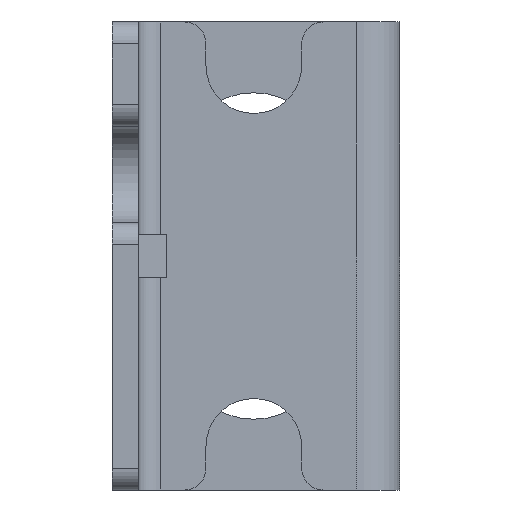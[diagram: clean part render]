
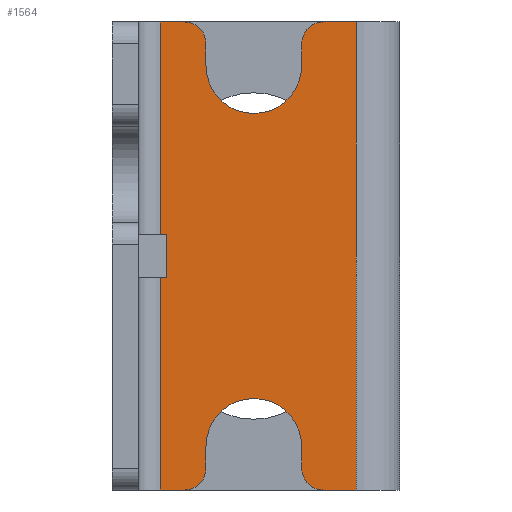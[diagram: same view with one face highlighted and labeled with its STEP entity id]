
A CAD part, front view. The second image highlights one B-rep face of the part: STEP entity #1564.
In plain terms, the highlighted planar face has unit normal (0, -1, 0).
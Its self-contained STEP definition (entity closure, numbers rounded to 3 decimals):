
#29=DIRECTION('',(1.,0.,0.));
#30=VECTOR('',#29,1.5);
#31=CARTESIAN_POINT('',(-3.5,0.,-10.75));
#32=LINE('',#31,#30);
#63=DIRECTION('',(1.,0.,0.));
#64=VECTOR('',#63,1.1);
#65=CARTESIAN_POINT('',(-11.,0.,-10.75));
#66=LINE('',#65,#64);
#177=DIRECTION('',(0.,0.,1.));
#178=VECTOR('',#177,9.75);
#179=CARTESIAN_POINT('',(-11.,0.,1.));
#180=LINE('',#179,#178);
#181=CARTESIAN_POINT('',(-9.9,0.,9.75));
#182=DIRECTION('',(0.,-1.,0.));
#183=DIRECTION('',(1.,0.,0.));
#184=AXIS2_PLACEMENT_3D('',#181,#182,#183);
#186=DIRECTION('',(0.,0.,-1.));
#187=VECTOR('',#186,1.);
#188=CARTESIAN_POINT('',(-8.9,0.,9.75));
#189=LINE('',#188,#187);
#190=CARTESIAN_POINT('',(-6.7,0.,8.75));
#191=DIRECTION('',(0.,1.,0.));
#192=DIRECTION('',(1.,0.,0.));
#193=AXIS2_PLACEMENT_3D('',#190,#191,#192);
#195=DIRECTION('',(0.,0.,-1.));
#196=VECTOR('',#195,1.);
#197=CARTESIAN_POINT('',(-4.5,0.,9.75));
#198=LINE('',#197,#196);
#199=CARTESIAN_POINT('',(-3.5,0.,9.75));
#200=DIRECTION('',(0.,-1.,0.));
#201=DIRECTION('',(0.,0.,1.));
#202=AXIS2_PLACEMENT_3D('',#199,#200,#201);
#204=DIRECTION('',(0.,0.,-1.));
#205=VECTOR('',#204,21.5);
#206=CARTESIAN_POINT('',(-2.,0.,10.75));
#207=LINE('',#206,#205);
#208=CARTESIAN_POINT('',(-3.5,0.,-9.75));
#209=DIRECTION('',(0.,-1.,0.));
#210=DIRECTION('',(-1.,0.,0.));
#211=AXIS2_PLACEMENT_3D('',#208,#209,#210);
#213=DIRECTION('',(0.,0.,1.));
#214=VECTOR('',#213,1.);
#215=CARTESIAN_POINT('',(-4.5,0.,-9.75));
#216=LINE('',#215,#214);
#217=CARTESIAN_POINT('',(-6.7,0.,-8.75));
#218=DIRECTION('',(0.,-1.,0.));
#219=DIRECTION('',(1.,0.,0.));
#220=AXIS2_PLACEMENT_3D('',#217,#218,#219);
#222=DIRECTION('',(0.,0.,1.));
#223=VECTOR('',#222,1.);
#224=CARTESIAN_POINT('',(-8.9,0.,-9.75));
#225=LINE('',#224,#223);
#226=CARTESIAN_POINT('',(-9.9,0.,-9.75));
#227=DIRECTION('',(0.,-1.,0.));
#228=DIRECTION('',(0.,0.,-1.));
#229=AXIS2_PLACEMENT_3D('',#226,#227,#228);
#231=DIRECTION('',(0.,0.,1.));
#232=VECTOR('',#231,9.75);
#233=CARTESIAN_POINT('',(-11.,0.,-10.75));
#234=LINE('',#233,#232);
#235=DIRECTION('',(1.,0.,0.));
#236=VECTOR('',#235,0.3);
#237=CARTESIAN_POINT('',(-11.,0.,-1.));
#238=LINE('',#237,#236);
#239=DIRECTION('',(0.,0.,1.));
#240=VECTOR('',#239,2.);
#241=CARTESIAN_POINT('',(-10.7,0.,-1.));
#242=LINE('',#241,#240);
#243=DIRECTION('',(1.,0.,0.));
#244=VECTOR('',#243,0.3);
#245=CARTESIAN_POINT('',(-11.,0.,1.));
#246=LINE('',#245,#244);
#281=DIRECTION('',(1.,0.,0.));
#282=VECTOR('',#281,1.5);
#283=CARTESIAN_POINT('',(-3.5,0.,10.75));
#284=LINE('',#283,#282);
#289=DIRECTION('',(1.,0.,0.));
#290=VECTOR('',#289,1.1);
#291=CARTESIAN_POINT('',(-11.,0.,10.75));
#292=LINE('',#291,#290);
#1073=CARTESIAN_POINT('',(-4.5,0.,-8.75));
#1074=CARTESIAN_POINT('',(-8.9,0.,-8.75));
#1075=VERTEX_POINT('',#1073);
#1076=VERTEX_POINT('',#1074);
#1081=CARTESIAN_POINT('',(-4.5,0.,8.75));
#1082=CARTESIAN_POINT('',(-8.9,0.,8.75));
#1083=VERTEX_POINT('',#1081);
#1084=VERTEX_POINT('',#1082);
#1093=CARTESIAN_POINT('',(-4.5,0.,-9.75));
#1094=VERTEX_POINT('',#1093);
#1095=CARTESIAN_POINT('',(-3.5,0.,-10.75));
#1096=VERTEX_POINT('',#1095);
#1097=CARTESIAN_POINT('',(-9.9,0.,-10.75));
#1098=CARTESIAN_POINT('',(-8.9,0.,-9.75));
#1099=VERTEX_POINT('',#1097);
#1100=VERTEX_POINT('',#1098);
#1121=CARTESIAN_POINT('',(-3.5,0.,10.75));
#1122=CARTESIAN_POINT('',(-4.5,0.,9.75));
#1123=VERTEX_POINT('',#1121);
#1124=VERTEX_POINT('',#1122);
#1133=CARTESIAN_POINT('',(-8.9,0.,9.75));
#1134=VERTEX_POINT('',#1133);
#1135=CARTESIAN_POINT('',(-9.9,0.,10.75));
#1136=VERTEX_POINT('',#1135);
#1261=CARTESIAN_POINT('',(-10.7,0.,-1.));
#1262=CARTESIAN_POINT('',(-10.7,0.,1.));
#1263=VERTEX_POINT('',#1261);
#1264=VERTEX_POINT('',#1262);
#1309=CARTESIAN_POINT('',(-2.,0.,-10.75));
#1310=VERTEX_POINT('',#1309);
#1311=CARTESIAN_POINT('',(-2.,0.,10.75));
#1312=VERTEX_POINT('',#1311);
#1353=CARTESIAN_POINT('',(-11.,0.,1.));
#1354=CARTESIAN_POINT('',(-11.,0.,10.75));
#1355=VERTEX_POINT('',#1353);
#1356=VERTEX_POINT('',#1354);
#1362=CARTESIAN_POINT('',(-11.,0.,-1.));
#1364=VERTEX_POINT('',#1362);
#1365=CARTESIAN_POINT('',(-11.,0.,-10.75));
#1366=VERTEX_POINT('',#1365);
#1520=CARTESIAN_POINT('',(-12.,0.,-10.75));
#1521=DIRECTION('',(0.,-1.,0.));
#1522=DIRECTION('',(1.,0.,0.));
#1523=AXIS2_PLACEMENT_3D('',#1520,#1521,#1522);
#1524=PLANE('',#1523);
#1525=ORIENTED_EDGE('',*,*,#1510,.T.);
#1527=ORIENTED_EDGE('',*,*,#1526,.T.);
#1529=ORIENTED_EDGE('',*,*,#1528,.F.);
#1531=ORIENTED_EDGE('',*,*,#1530,.T.);
#1533=ORIENTED_EDGE('',*,*,#1532,.F.);
#1535=ORIENTED_EDGE('',*,*,#1534,.F.);
#1537=ORIENTED_EDGE('',*,*,#1536,.F.);
#1539=ORIENTED_EDGE('',*,*,#1538,.T.);
#1541=ORIENTED_EDGE('',*,*,#1540,.T.);
#1542=ORIENTED_EDGE('',*,*,#1398,.F.);
#1544=ORIENTED_EDGE('',*,*,#1543,.F.);
#1546=ORIENTED_EDGE('',*,*,#1545,.T.);
#1548=ORIENTED_EDGE('',*,*,#1547,.T.);
#1550=ORIENTED_EDGE('',*,*,#1549,.F.);
#1552=ORIENTED_EDGE('',*,*,#1551,.F.);
#1553=ORIENTED_EDGE('',*,*,#1426,.F.);
#1555=ORIENTED_EDGE('',*,*,#1554,.T.);
#1557=ORIENTED_EDGE('',*,*,#1556,.T.);
#1559=ORIENTED_EDGE('',*,*,#1558,.T.);
#1561=ORIENTED_EDGE('',*,*,#1560,.F.);
#1562=EDGE_LOOP('',(#1525,#1527,#1529,#1531,#1533,#1535,#1537,#1539,#1541,#1542,
#1544,#1546,#1548,#1550,#1552,#1553,#1555,#1557,#1559,#1561));
#1563=FACE_OUTER_BOUND('',#1562,.F.);
#1564=ADVANCED_FACE('',(#1563),#1524,.T.);
#185=CIRCLE('',#184,1.);
#194=CIRCLE('',#193,2.2);
#203=CIRCLE('',#202,1.);
#212=CIRCLE('',#211,1.);
#221=CIRCLE('',#220,2.2);
#230=CIRCLE('',#229,1.);
#1398=EDGE_CURVE('',#1096,#1310,#32,.T.);
#1426=EDGE_CURVE('',#1366,#1099,#66,.T.);
#1510=EDGE_CURVE('',#1355,#1356,#180,.T.);
#1526=EDGE_CURVE('',#1356,#1136,#292,.T.);
#1528=EDGE_CURVE('',#1134,#1136,#185,.T.);
#1530=EDGE_CURVE('',#1134,#1084,#189,.T.);
#1532=EDGE_CURVE('',#1083,#1084,#194,.T.);
#1534=EDGE_CURVE('',#1124,#1083,#198,.T.);
#1536=EDGE_CURVE('',#1123,#1124,#203,.T.);
#1538=EDGE_CURVE('',#1123,#1312,#284,.T.);
#1540=EDGE_CURVE('',#1312,#1310,#207,.T.);
#1543=EDGE_CURVE('',#1094,#1096,#212,.T.);
#1545=EDGE_CURVE('',#1094,#1075,#216,.T.);
#1547=EDGE_CURVE('',#1075,#1076,#221,.T.);
#1549=EDGE_CURVE('',#1100,#1076,#225,.T.);
#1551=EDGE_CURVE('',#1099,#1100,#230,.T.);
#1554=EDGE_CURVE('',#1366,#1364,#234,.T.);
#1556=EDGE_CURVE('',#1364,#1263,#238,.T.);
#1558=EDGE_CURVE('',#1263,#1264,#242,.T.);
#1560=EDGE_CURVE('',#1355,#1264,#246,.T.);
